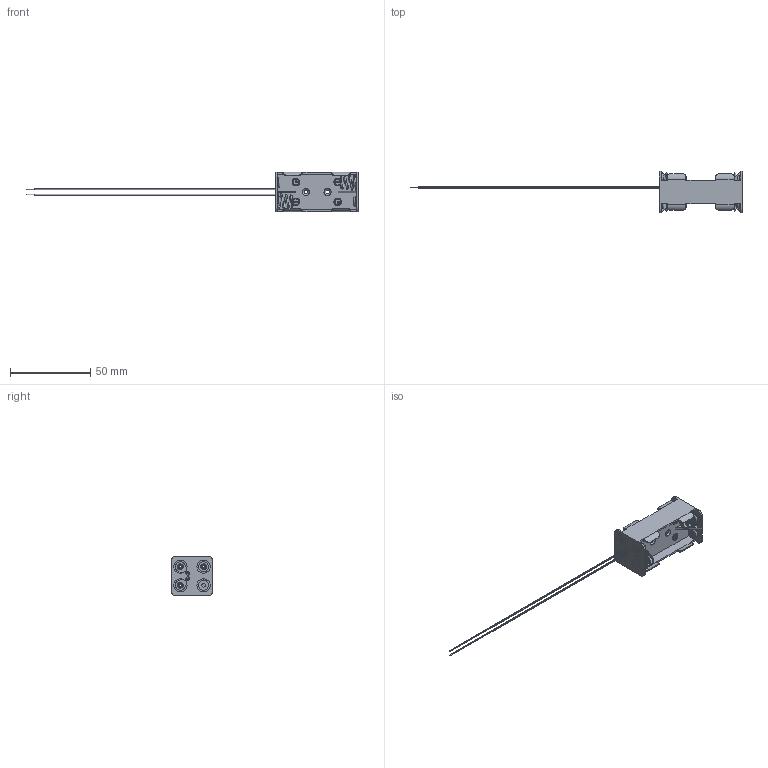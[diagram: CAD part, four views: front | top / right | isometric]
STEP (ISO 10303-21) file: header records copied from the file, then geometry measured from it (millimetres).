
FILE_DESCRIPTION (( 'STEP AP214' ), '1' );
FILE_NAME ('BH24AAAW.STEP', '2019-11-19T14:40:33', ( '' ), ( '' ), 'SwSTEP 2.0', 'SolidWorks 2017', '' );
FILE_SCHEMA (( 'AUTOMOTIVE_DESIGN' ));
Length unit declared in the file: inch
Products named in the file (1): BH24AAAW
Bounding box: 206.31 x 25.85 x 24.51 mm (x, y, z)
Volume: 7548.5 mm3; surface area: 12088.3 mm2
Topology: 13 solids, 13 shells, 674 faces, 1595 edges, 1007 vertices
Faces by surface type: cylinder 254, plane 240, torus 108, bspline 64, cone 8
Entity records: 28054 total; most frequent: CARTESIAN_POINT 12407, DIRECTION 3319, ORIENTED_EDGE 3174, EDGE_CURVE 1587, AXIS2_PLACEMENT_3D 1341, VERTEX_POINT 1003, EDGE_LOOP 774, CIRCLE 734
